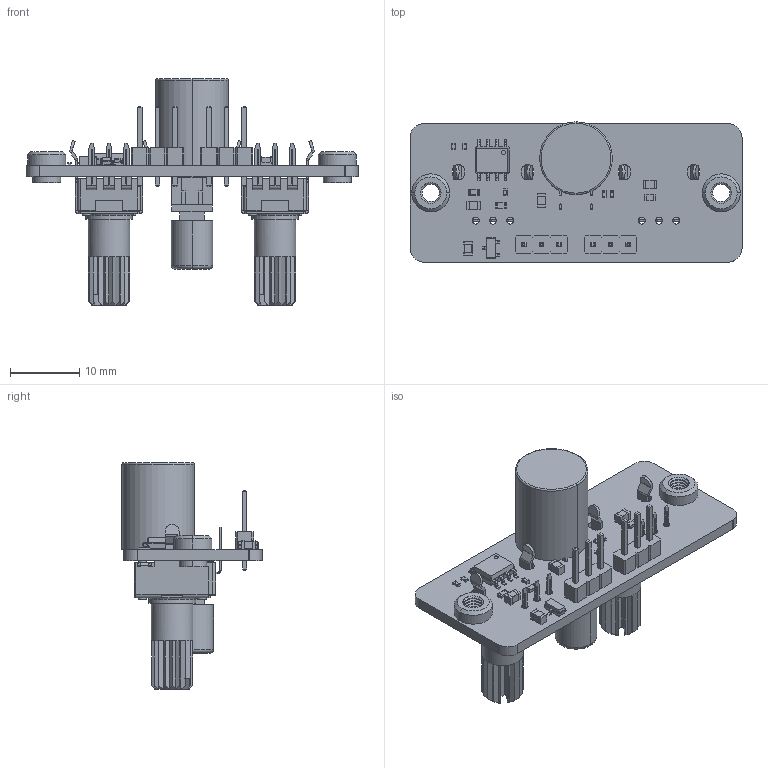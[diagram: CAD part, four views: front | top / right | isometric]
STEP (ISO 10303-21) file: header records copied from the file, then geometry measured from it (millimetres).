
FILE_DESCRIPTION(('KiCad electronic assembly'),'2;1');
FILE_NAME('tone_block.step','2025-01-03T12:17:51',('Pcbnew'),('Kicad'), 'Open CASCADE STEP processor 7.7','KiCad to STEP converter','Unknown' );
FILE_SCHEMA(('AUTOMOTIVE_DESIGN { 1 0 10303 214 1 1 1 1 }'));
Length unit declared in the file: millimetre
Products named in the file (24): tone_block 1; C_0402_1005Metric; C_0805_2012Metric; inductor; R_0402_1005Metric; R_0603_1608Metric; M3-self-clinching-nut; SOT-23; SOT_23; PinHeader_1x03_P2.54mm_Vertical; PinHeader_1x03_P254mm_Vertical; SOIC-8_3.9x4.9mm_P1.27mm; SOIC_8_39x49mm_P127mm; PSB801; mini-toggle-switch; RV09; R-0904N; tone_block_PCB
Assembly tree (34 placements, depth 3):
  tone_block 1
    C_0402_1005Metric
      C_0402_1005Metric
    C_0805_2012Metric  x4
      C_0805_2012Metric
    inductor
      inductor
    R_0402_1005Metric  x4
      R_0402_1005Metric
    R_0603_1608Metric  x3
      R_0603_1608Metric
    M3-self-clinching-nut  x2
      M3-self-clinching-nut
    SOT-23
      SOT_23
    PinHeader_1x03_P2.54mm_Vertical  x2
      PinHeader_1x03_P254mm_Vertical
    SOIC-8_3.9x4.9mm_P1.27mm
      SOIC_8_39x49mm_P127mm
    PSB801
      mini-toggle-switch
    RV09  x2
      R-0904N
    tone_block_PCB
Bounding box: 48 x 20.25 x 32.7 mm (x, y, z)
Volume: 5007 mm3; surface area: 6779.7 mm2
Topology: 45 solids, 45 shells, 1845 faces, 4453 edges, 2724 vertices
Faces by surface type: plane 1167, cylinder 429, cone 128, bspline 75, sphere 24, torus 20, revolution 2
Full cylindrical faces by diameter (mm): 0.6 x1, 0.8 x2, 1 x12, 1.2 x14, 4.5 x2, 6 x4, 6.8 x2
Entity records: 38077 total; most frequent: CARTESIAN_POINT 6495, ORIENTED_EDGE 5176, DIRECTION 5124, EDGE_CURVE 2588, LINE 1859, VECTOR 1859, AXIS2_PLACEMENT_3D 1632, VERTEX_POINT 1596
